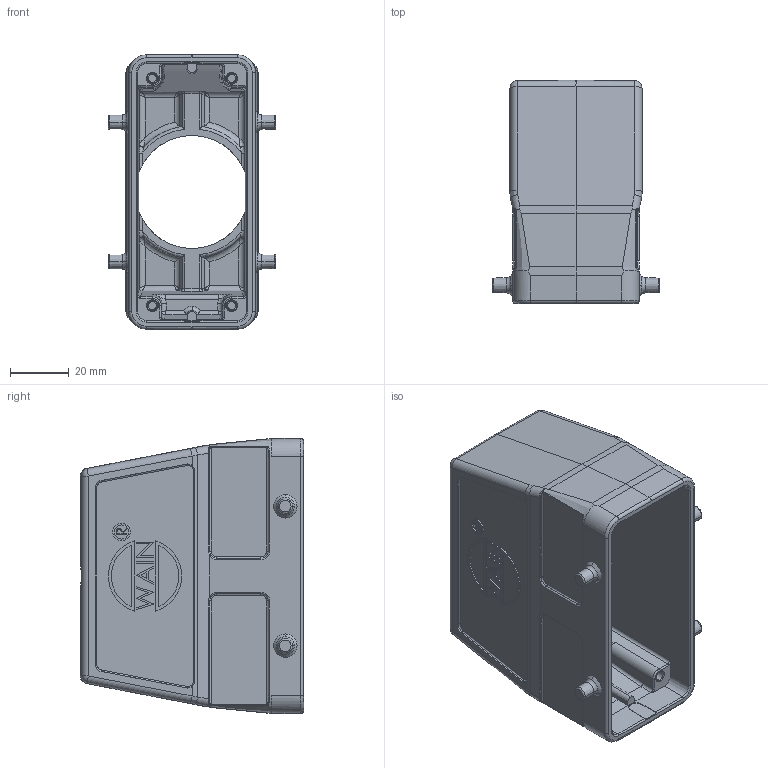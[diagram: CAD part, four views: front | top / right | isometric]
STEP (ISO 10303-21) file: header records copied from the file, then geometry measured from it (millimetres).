
FILE_DESCRIPTION((''),'2;1');
FILE_NAME('3D_1110164305516_H16B-TEH-4B-M2','2019-03-15T',('sh.ye'),(''),'PRO/ENGINEER BY PARAMETRIC TECHNOLOGY CORPORATION, 2015240','PRO/ENGINEER BY PARAMETRIC TECHNOLOGY CORPORATION, 2015240','');
FILE_SCHEMA(('AUTOMOTIVE_DESIGN { 1 0 10303 214 1 1 1 1 }'));
Length unit declared in the file: millimetre
Products named in the file (1): 3D_1110164305516_H16B-TEH-4B-M2
Bounding box: 57 x 76 x 93.7 mm (x, y, z)
Volume: 73362.5 mm3; surface area: 42107.4 mm2
Topology: 1 solids, 1 shells, 659 faces, 1630 edges, 988 vertices
Faces by surface type: plane 240, cylinder 178, bspline 113, torus 68, cone 46, extrusion 10, sphere 4
Entity records: 26445 total; most frequent: CARTESIAN_POINT 11771, ORIENTED_EDGE 3216, DIRECTION 2755, EDGE_CURVE 1608, VERTEX_POINT 988, AXIS2_PLACEMENT_3D 982, VECTOR 791, LINE 781
